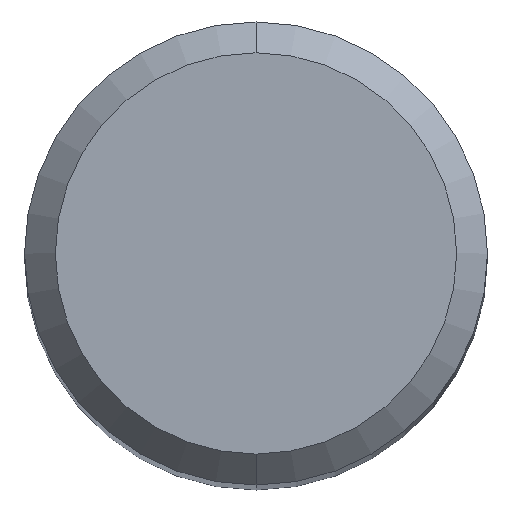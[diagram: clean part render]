
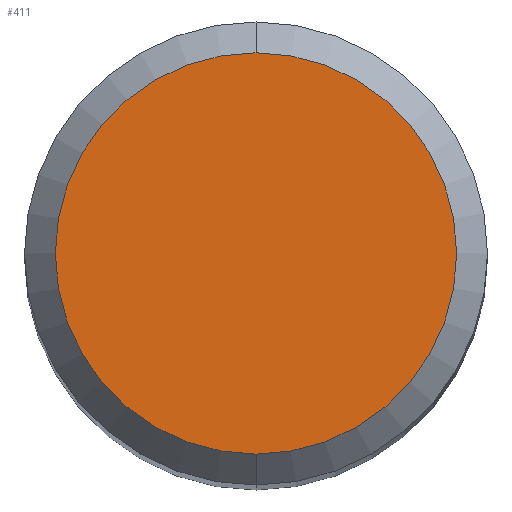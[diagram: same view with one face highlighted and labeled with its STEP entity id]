
A CAD part, top view. The second image highlights one B-rep face of the part: STEP entity #411.
In plain terms, the highlighted planar face has unit normal (0, 0, 1).
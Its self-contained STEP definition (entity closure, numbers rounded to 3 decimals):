
#181=VERTEX_POINT('',#488);
#291=VERTEX_POINT('',#614);
#357=EDGE_CURVE('',#181,#291,#684,.T.);
#411=ADVANCED_FACE('',(#744),#745,.T.);
#435=EDGE_CURVE('',#291,#181,#771,.T.);
#488=CARTESIAN_POINT('',(0.,-2.6,0.0));
#614=CARTESIAN_POINT('',(0.0,2.6,0.0));
#684=CIRCLE('',#1197,2.6);
#744=FACE_OUTER_BOUND('',#1280,.T.);
#745=PLANE('',#1281);
#771=CIRCLE('',#1348,2.6);
#1197=AXIS2_PLACEMENT_3D('',#1684,#1685,#1686);
#1280=EDGE_LOOP('',(#1757,#1758));
#1281=AXIS2_PLACEMENT_3D('',#1759,#1760,#1761);
#1348=AXIS2_PLACEMENT_3D('',#1785,#1786,#1787);
#1684=CARTESIAN_POINT('',(0.0,0.0,0.0));
#1685=DIRECTION('',(0.0,0.0,-1.0));
#1686=DIRECTION('',(0.0,1.0,0.0));
#1757=ORIENTED_EDGE('',*,*,#435,.F.);
#1758=ORIENTED_EDGE('',*,*,#357,.F.);
#1759=CARTESIAN_POINT('',(0.0,1.3,0.0));
#1760=DIRECTION('',(-0.0,0.0,1.0));
#1761=DIRECTION('',(0.0,-1.0,0.0));
#1785=CARTESIAN_POINT('',(0.0,0.0,0.0));
#1786=DIRECTION('',(0.0,0.0,-1.0));
#1787=DIRECTION('',(0.0,1.0,0.0));
